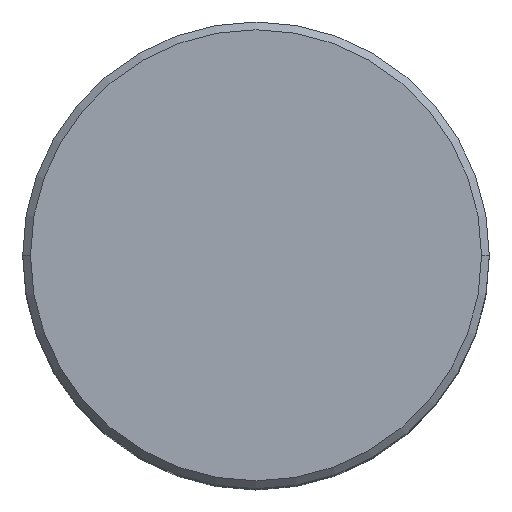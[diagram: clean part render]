
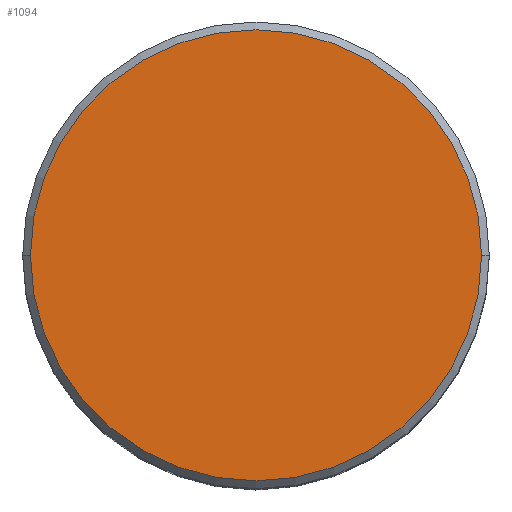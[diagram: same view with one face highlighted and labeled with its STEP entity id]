
A CAD part, top view. The second image highlights one B-rep face of the part: STEP entity #1094.
In plain terms, the highlighted planar face has unit normal (0, 0, 1).
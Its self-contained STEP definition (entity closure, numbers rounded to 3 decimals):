
#65 = DIRECTION ( 'NONE',  ( 0., 0., 1. ) ) ;
#73 = EDGE_CURVE ( 'NONE', #1156, #1058, #1137, .T. ) ;
#86 = CARTESIAN_POINT ( 'NONE',  ( 0., 0., 0. ) ) ;
#128 = AXIS2_PLACEMENT_3D ( 'NONE', #465, #65, #453 ) ;
#143 = CARTESIAN_POINT ( 'NONE',  ( 2.9, 0., 0. ) ) ;
#264 = CARTESIAN_POINT ( 'NONE',  ( -2.9, 0., 0. ) ) ;
#317 = EDGE_CURVE ( 'NONE', #1058, #1156, #597, .T. ) ;
#347 = PLANE ( 'NONE',  #128 ) ;
#449 = DIRECTION ( 'NONE',  ( 1., 0., 0. ) ) ;
#453 = DIRECTION ( 'NONE',  ( 1., 0., 0. ) ) ;
#465 = CARTESIAN_POINT ( 'NONE',  ( 0., 0., 0. ) ) ;
#597 = CIRCLE ( 'NONE', #1059, 2.9 ) ;
#657 = ORIENTED_EDGE ( 'NONE', *, *, #73, .T. ) ;
#708 = DIRECTION ( 'NONE',  ( 1., 0., 0. ) ) ;
#777 = ORIENTED_EDGE ( 'NONE', *, *, #317, .T. ) ;
#882 = FACE_OUTER_BOUND ( 'NONE', #976, .T. ) ;
#962 = DIRECTION ( 'NONE',  ( 0., 0., 1. ) ) ;
#976 = EDGE_LOOP ( 'NONE', ( #657, #777 ) ) ;
#1058 = VERTEX_POINT ( 'NONE', #143 ) ;
#1059 = AXIS2_PLACEMENT_3D ( 'NONE', #86, #1077, #708 ) ;
#1077 = DIRECTION ( 'NONE',  ( 0., 0., 1. ) ) ;
#1078 = AXIS2_PLACEMENT_3D ( 'NONE', #1152, #962, #449 ) ;
#1094 = ADVANCED_FACE ( 'NONE', ( #882 ), #347, .T. ) ;
#1137 = CIRCLE ( 'NONE', #1078, 2.9 ) ;
#1152 = CARTESIAN_POINT ( 'NONE',  ( 0., 0., 0. ) ) ;
#1156 = VERTEX_POINT ( 'NONE', #264 ) ;
